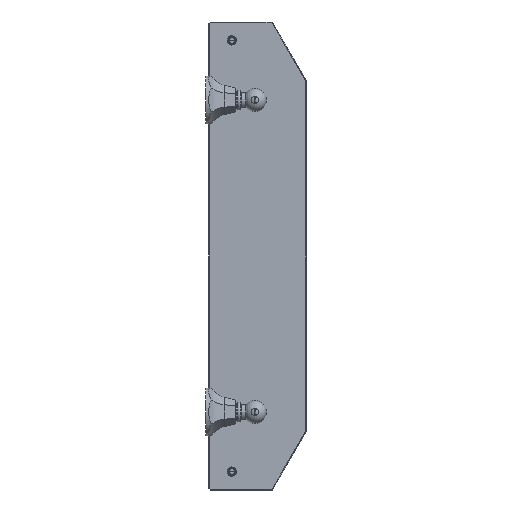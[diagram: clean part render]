
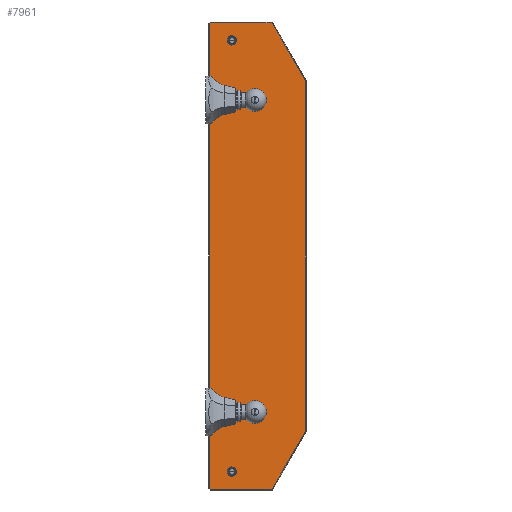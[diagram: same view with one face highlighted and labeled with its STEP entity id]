
A CAD part, front view. The second image highlights one B-rep face of the part: STEP entity #7961.
In plain terms, the highlighted planar face has unit normal (0, -1, 0).
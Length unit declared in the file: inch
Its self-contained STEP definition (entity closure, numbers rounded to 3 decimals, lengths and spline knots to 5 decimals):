
#5456=DIRECTION('',(0.,0.,-1.));
#5457=VECTOR('',#5456,23.80969);
#5458=CARTESIAN_POINT('',(0.193,1.318,11.90485));
#5459=LINE('',#5458,#5457);
#5470=DIRECTION('',(-0.5,0.,-0.866));
#5471=VECTOR('',#5470,3.43111);
#5472=CARTESIAN_POINT('',(5.115,1.318,-8.98955));
#5473=LINE('',#5472,#5471);
#5477=DIRECTION('',(-1.,0.,0.));
#5478=VECTOR('',#5477,3.15033);
#5479=CARTESIAN_POINT('',(3.39948,1.318,-11.961));
#5480=LINE('',#5479,#5478);
#5484=DIRECTION('',(-0.707,0.,0.707));
#5485=VECTOR('',#5484,0.07941);
#5486=CARTESIAN_POINT('',(0.24915,1.318,-11.961));
#5487=LINE('',#5486,#5485);
#5491=DIRECTION('',(-0.707,0.,-0.707));
#5492=VECTOR('',#5491,0.07941);
#5493=CARTESIAN_POINT('',(0.24915,1.318,11.961));
#5494=LINE('',#5493,#5492);
#5498=DIRECTION('',(-1.,0.,0.));
#5499=VECTOR('',#5498,3.15033);
#5500=CARTESIAN_POINT('',(3.39948,1.318,11.961));
#5501=LINE('',#5500,#5499);
#5505=DIRECTION('',(-0.5,0.,0.866));
#5506=VECTOR('',#5505,3.43111);
#5507=CARTESIAN_POINT('',(5.115,1.318,8.98955));
#5508=LINE('',#5507,#5506);
#5512=CARTESIAN_POINT('',(2.516,1.318,-8.));
#5513=DIRECTION('',(0.,1.,0.));
#5514=DIRECTION('',(0.,0.,1.));
#5515=AXIS2_PLACEMENT_3D('',#5512,#5513,#5514);
#5520=CARTESIAN_POINT('',(2.516,1.318,-8.));
#5521=DIRECTION('',(0.,1.,0.));
#5522=DIRECTION('',(0.,0.,-1.));
#5523=AXIS2_PLACEMENT_3D('',#5520,#5521,#5522);
#5528=CARTESIAN_POINT('',(2.516,1.318,8.));
#5529=DIRECTION('',(0.,-1.,0.));
#5530=DIRECTION('',(0.,0.,-1.));
#5531=AXIS2_PLACEMENT_3D('',#5528,#5529,#5530);
#5536=CARTESIAN_POINT('',(2.516,1.318,8.));
#5537=DIRECTION('',(0.,-1.,0.));
#5538=DIRECTION('',(0.,0.,1.));
#5539=AXIS2_PLACEMENT_3D('',#5536,#5537,#5538);
#5544=CARTESIAN_POINT('',(1.335,1.318,11.055));
#5545=DIRECTION('',(0.,-1.,0.));
#5546=DIRECTION('',(-1.,0.,0.));
#5547=AXIS2_PLACEMENT_3D('',#5544,#5545,#5546);
#5552=CARTESIAN_POINT('',(1.335,1.318,11.055));
#5553=DIRECTION('',(0.,-1.,0.));
#5554=DIRECTION('',(1.,0.,0.));
#5555=AXIS2_PLACEMENT_3D('',#5552,#5553,#5554);
#5560=CARTESIAN_POINT('',(1.335,1.318,-11.055));
#5561=DIRECTION('',(0.,-1.,0.));
#5562=DIRECTION('',(-1.,0.,0.));
#5563=AXIS2_PLACEMENT_3D('',#5560,#5561,#5562);
#5568=CARTESIAN_POINT('',(1.335,1.318,-11.055));
#5569=DIRECTION('',(0.,-1.,0.));
#5570=DIRECTION('',(1.,0.,0.));
#5571=AXIS2_PLACEMENT_3D('',#5568,#5569,#5570);
#5590=DIRECTION('',(0.,0.,1.));
#5591=VECTOR('',#5590,17.9791);
#5592=CARTESIAN_POINT('',(5.115,1.318,-8.98955));
#5593=LINE('',#5592,#5591);
#7432=CARTESIAN_POINT('',(2.516,1.318,7.8425));
#7433=CARTESIAN_POINT('',(2.516,1.318,8.1575));
#7434=VERTEX_POINT('',#7432);
#7435=VERTEX_POINT('',#7433);
#7456=CARTESIAN_POINT('',(5.115,1.318,8.98955));
#7457=CARTESIAN_POINT('',(3.39948,1.318,11.961));
#7458=VERTEX_POINT('',#7456);
#7459=VERTEX_POINT('',#7457);
#7466=CARTESIAN_POINT('',(0.24915,1.318,11.961));
#7467=VERTEX_POINT('',#7466);
#7470=CARTESIAN_POINT('',(0.193,1.318,11.90485));
#7471=VERTEX_POINT('',#7470);
#7472=CARTESIAN_POINT('',(2.516,1.318,-7.8425));
#7473=CARTESIAN_POINT('',(2.516,1.318,-8.1575));
#7474=VERTEX_POINT('',#7472);
#7475=VERTEX_POINT('',#7473);
#7496=CARTESIAN_POINT('',(5.115,1.318,-8.98955));
#7497=CARTESIAN_POINT('',(3.39948,1.318,-11.961));
#7498=VERTEX_POINT('',#7496);
#7499=VERTEX_POINT('',#7497);
#7506=CARTESIAN_POINT('',(0.24915,1.318,-11.961));
#7507=VERTEX_POINT('',#7506);
#7510=CARTESIAN_POINT('',(0.193,1.318,-11.90485));
#7511=VERTEX_POINT('',#7510);
#7670=CARTESIAN_POINT('',(1.1,1.318,11.055));
#7671=CARTESIAN_POINT('',(1.57,1.318,11.055));
#7672=VERTEX_POINT('',#7670);
#7673=VERTEX_POINT('',#7671);
#7686=CARTESIAN_POINT('',(1.1,1.318,-11.055));
#7687=CARTESIAN_POINT('',(1.57,1.318,-11.055));
#7688=VERTEX_POINT('',#7686);
#7689=VERTEX_POINT('',#7687);
#7915=CARTESIAN_POINT('',(0.154,1.318,0.));
#7916=DIRECTION('',(0.,1.,0.));
#7917=DIRECTION('',(0.,0.,-1.));
#7918=AXIS2_PLACEMENT_3D('',#7915,#7916,#7917);
#7919=PLANE('',#7918);
#7921=ORIENTED_EDGE('',*,*,#7920,.F.);
#7923=ORIENTED_EDGE('',*,*,#7922,.T.);
#7925=ORIENTED_EDGE('',*,*,#7924,.T.);
#7927=ORIENTED_EDGE('',*,*,#7926,.T.);
#7928=ORIENTED_EDGE('',*,*,#7898,.F.);
#7930=ORIENTED_EDGE('',*,*,#7929,.F.);
#7932=ORIENTED_EDGE('',*,*,#7931,.F.);
#7934=ORIENTED_EDGE('',*,*,#7933,.F.);
#7935=EDGE_LOOP('',(#7921,#7923,#7925,#7927,#7928,#7930,#7932,#7934));
#7936=FACE_OUTER_BOUND('',#7935,.F.);
#7938=ORIENTED_EDGE('',*,*,#7937,.F.);
#7940=ORIENTED_EDGE('',*,*,#7939,.F.);
#7941=EDGE_LOOP('',(#7938,#7940));
#7942=FACE_BOUND('',#7941,.F.);
#7944=ORIENTED_EDGE('',*,*,#7943,.T.);
#7946=ORIENTED_EDGE('',*,*,#7945,.T.);
#7947=EDGE_LOOP('',(#7944,#7946));
#7948=FACE_BOUND('',#7947,.F.);
#7950=ORIENTED_EDGE('',*,*,#7949,.T.);
#7952=ORIENTED_EDGE('',*,*,#7951,.T.);
#7953=EDGE_LOOP('',(#7950,#7952));
#7954=FACE_BOUND('',#7953,.F.);
#7956=ORIENTED_EDGE('',*,*,#7955,.T.);
#7958=ORIENTED_EDGE('',*,*,#7957,.T.);
#7959=EDGE_LOOP('',(#7956,#7958));
#7960=FACE_BOUND('',#7959,.F.);
#5516=CIRCLE('',#5515,0.1575);
#5524=CIRCLE('',#5523,0.1575);
#5532=CIRCLE('',#5531,0.1575);
#5540=CIRCLE('',#5539,0.1575);
#5548=CIRCLE('',#5547,0.235);
#5556=CIRCLE('',#5555,0.235);
#5564=CIRCLE('',#5563,0.235);
#5572=CIRCLE('',#5571,0.235);
#7898=EDGE_CURVE('',#7471,#7511,#5459,.T.);
#7920=EDGE_CURVE('',#7498,#7458,#5593,.T.);
#7922=EDGE_CURVE('',#7498,#7499,#5473,.T.);
#7924=EDGE_CURVE('',#7499,#7507,#5480,.T.);
#7926=EDGE_CURVE('',#7507,#7511,#5487,.T.);
#7929=EDGE_CURVE('',#7467,#7471,#5494,.T.);
#7931=EDGE_CURVE('',#7459,#7467,#5501,.T.);
#7933=EDGE_CURVE('',#7458,#7459,#5508,.T.);
#7937=EDGE_CURVE('',#7474,#7475,#5516,.T.);
#7939=EDGE_CURVE('',#7475,#7474,#5524,.T.);
#7943=EDGE_CURVE('',#7434,#7435,#5532,.T.);
#7945=EDGE_CURVE('',#7435,#7434,#5540,.T.);
#7949=EDGE_CURVE('',#7672,#7673,#5548,.T.);
#7951=EDGE_CURVE('',#7673,#7672,#5556,.T.);
#7955=EDGE_CURVE('',#7688,#7689,#5564,.T.);
#7957=EDGE_CURVE('',#7689,#7688,#5572,.T.);
#7961=ADVANCED_FACE('',(#7936,#7942,#7948,#7954,#7960),#7919,.F.);
